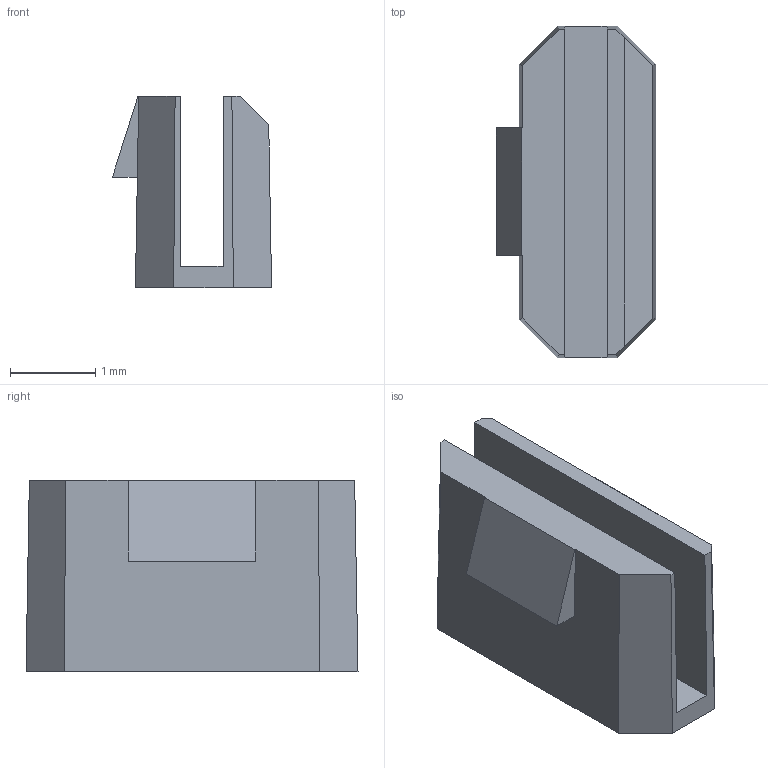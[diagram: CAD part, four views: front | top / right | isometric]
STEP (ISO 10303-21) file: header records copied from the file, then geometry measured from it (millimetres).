
FILE_DESCRIPTION(('FreeCAD Model'),'2;1');
FILE_NAME('Open CASCADE Shape Model','2024-01-02T11:15:35',('FreeCAD'),( 'FreeCAD'),'Open CASCADE STEP processor 7.6','FreeCAD','Unknown');
FILE_SCHEMA(('AUTOMOTIVE_DESIGN { 1 0 10303 214 1 1 1 1 }'));
Length unit declared in the file: millimetre
Products named in the file (1): Open CASCADE STEP translator 7.6 1
Bounding box: 1.87 x 3.9 x 2.25 mm (x, y, z)
Volume: 8.9 mm3; surface area: 47 mm2
Topology: 1 solids, 1 shells, 19 faces, 51 edges, 34 vertices
Faces by surface type: plane 11, bspline 8
Entity records: 599 total; most frequent: CARTESIAN_POINT 173, ORIENTED_EDGE 102, DIRECTION 55, EDGE_CURVE 51, VERTEX_POINT 34, LINE 31, VECTOR 31, B_SPLINE_CURVE_WITH_KNOTS 20
